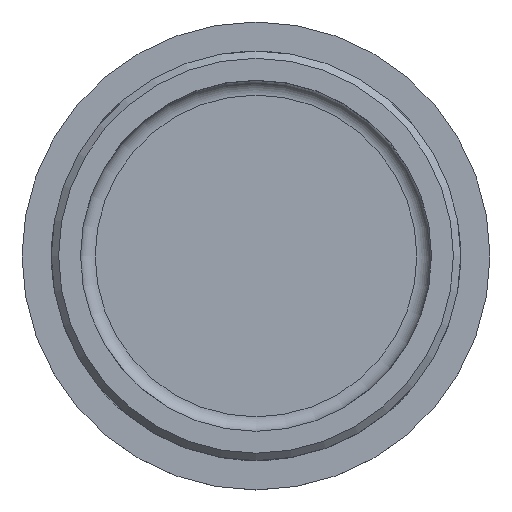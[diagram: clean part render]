
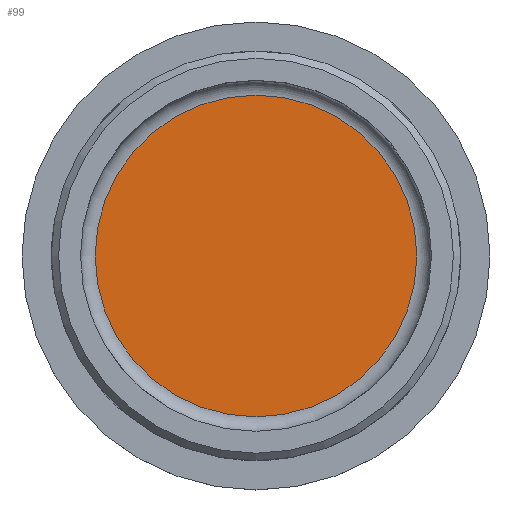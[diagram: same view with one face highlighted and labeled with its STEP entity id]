
A CAD part, top view. The second image highlights one B-rep face of the part: STEP entity #99.
In plain terms, the highlighted planar face has unit normal (0, 0, 1).
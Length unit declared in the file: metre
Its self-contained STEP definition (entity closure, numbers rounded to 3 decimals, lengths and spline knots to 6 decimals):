
#99 = ADVANCED_FACE( '', ( #237 ), #238, .T. );
#237 = FACE_OUTER_BOUND( '', #398, .T. );
#238 = PLANE( '', #399 );
#398 = EDGE_LOOP( '', ( #597 ) );
#399 = AXIS2_PLACEMENT_3D( '', #598, #599, #600 );
#597 = ORIENTED_EDGE( '', *, *, #729, .T. );
#598 = CARTESIAN_POINT( '', ( 0., 0., 0.001588 ) );
#599 = DIRECTION( '', ( 0., 0., 1. ) );
#600 = DIRECTION( '', ( 1., 0., 0. ) );
#729 = EDGE_CURVE( '', #847, #847, #848, .T. );
#847 = VERTEX_POINT( '', #2622 );
#848 = CIRCLE( '', #2623, 0.034925 );
#2622 = CARTESIAN_POINT( '', ( 0.034925, 0., 0.001588 ) );
#2623 = AXIS2_PLACEMENT_3D( '', #2915, #2916, #2917 );
#2915 = CARTESIAN_POINT( '', ( 0., 0., 0.001588 ) );
#2916 = DIRECTION( '', ( 0., 0., 1. ) );
#2917 = DIRECTION( '', ( 1., 0., 0. ) );
